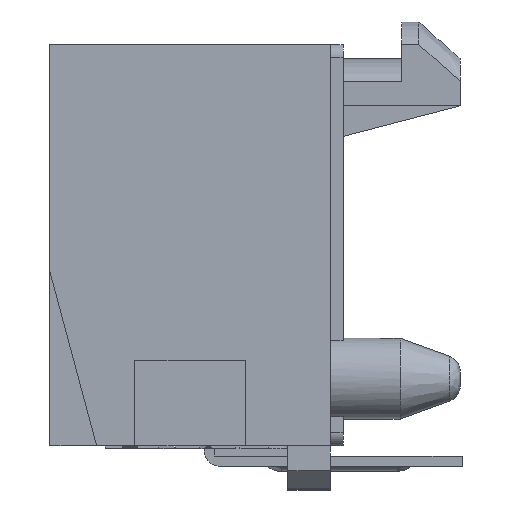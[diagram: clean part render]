
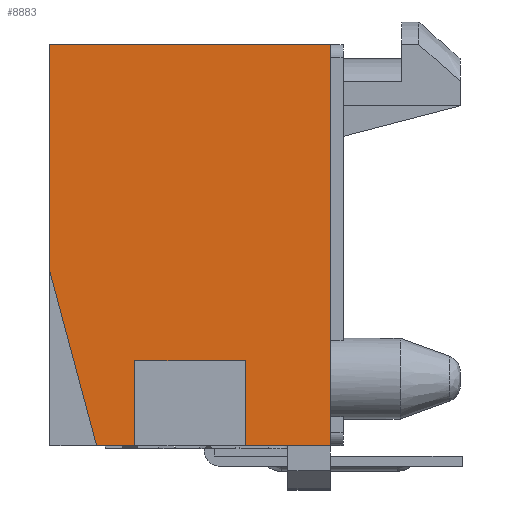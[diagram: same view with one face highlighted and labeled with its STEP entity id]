
A CAD part, left-side view. The second image highlights one B-rep face of the part: STEP entity #8883.
In plain terms, the highlighted planar face has unit normal (-1, 0, 0).
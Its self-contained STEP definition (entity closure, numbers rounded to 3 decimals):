
#106=DIRECTION('',(0.,-1.,0.));
#107=VECTOR('',#106,8.382);
#108=CARTESIAN_POINT('',(-11.633,4.191,0.));
#109=LINE('',#108,#107);
#954=DIRECTION('',(0.,0.,-1.));
#955=VECTOR('',#954,11.989);
#956=CARTESIAN_POINT('',(-11.633,-4.191,0.));
#957=LINE('',#956,#955);
#1599=DIRECTION('',(0.,-0.259,-0.966));
#1600=VECTOR('',#1599,5.398);
#1601=CARTESIAN_POINT('',(-11.633,4.191,-6.775));
#1602=LINE('',#1601,#1600);
#1603=DIRECTION('',(0.,0.,-1.));
#1604=VECTOR('',#1603,6.775);
#1605=CARTESIAN_POINT('',(-11.633,4.191,0.));
#1606=LINE('',#1605,#1604);
#1607=DIRECTION('',(0.,0.,1.));
#1608=VECTOR('',#1607,2.54);
#1609=CARTESIAN_POINT('',(-11.633,-1.651,-11.989));
#1610=LINE('',#1609,#1608);
#1611=DIRECTION('',(0.,-1.,0.));
#1612=VECTOR('',#1611,3.302);
#1613=CARTESIAN_POINT('',(-11.633,1.651,-9.449));
#1614=LINE('',#1613,#1612);
#1615=DIRECTION('',(0.,0.,1.));
#1616=VECTOR('',#1615,2.54);
#1617=CARTESIAN_POINT('',(-11.633,1.651,-11.989));
#1618=LINE('',#1617,#1616);
#1720=DIRECTION('',(0.,-1.,0.));
#1721=VECTOR('',#1720,1.143);
#1722=CARTESIAN_POINT('',(-11.633,2.794,-11.989));
#1723=LINE('',#1722,#1721);
#1736=DIRECTION('',(0.,-1.,0.));
#1737=VECTOR('',#1736,2.54);
#1738=CARTESIAN_POINT('',(-11.633,-1.651,-11.989));
#1739=LINE('',#1738,#1737);
#5118=CARTESIAN_POINT('',(-11.633,4.191,0.));
#5119=CARTESIAN_POINT('',(-11.633,-4.191,0.));
#5120=VERTEX_POINT('',#5118);
#5121=VERTEX_POINT('',#5119);
#5128=CARTESIAN_POINT('',(-11.633,-4.191,-11.989));
#5129=VERTEX_POINT('',#5128);
#5276=CARTESIAN_POINT('',(-11.633,2.794,-11.989));
#5277=VERTEX_POINT('',#5276);
#5280=CARTESIAN_POINT('',(-11.633,4.191,-6.775));
#5281=VERTEX_POINT('',#5280);
#5530=CARTESIAN_POINT('',(-11.633,1.651,-9.449));
#5531=CARTESIAN_POINT('',(-11.633,-1.651,-9.449));
#5532=VERTEX_POINT('',#5530);
#5533=VERTEX_POINT('',#5531);
#5534=CARTESIAN_POINT('',(-11.633,-1.651,-11.989));
#5535=VERTEX_POINT('',#5534);
#5536=CARTESIAN_POINT('',(-11.633,1.651,-11.989));
#5537=VERTEX_POINT('',#5536);
#8861=CARTESIAN_POINT('',(-11.633,4.191,0.));
#8862=DIRECTION('',(-1.,0.,0.));
#8863=DIRECTION('',(0.,-1.,0.));
#8864=AXIS2_PLACEMENT_3D('',#8861,#8862,#8863);
#8865=PLANE('',#8864);
#8867=ORIENTED_EDGE('',*,*,#8866,.F.);
#8869=ORIENTED_EDGE('',*,*,#8868,.F.);
#8870=ORIENTED_EDGE('',*,*,#6697,.T.);
#8871=ORIENTED_EDGE('',*,*,#7932,.T.);
#8873=ORIENTED_EDGE('',*,*,#8872,.F.);
#8875=ORIENTED_EDGE('',*,*,#8874,.T.);
#8876=ORIENTED_EDGE('',*,*,#8835,.F.);
#8878=ORIENTED_EDGE('',*,*,#8877,.F.);
#8880=ORIENTED_EDGE('',*,*,#8879,.F.);
#8881=EDGE_LOOP('',(#8867,#8869,#8870,#8871,#8873,#8875,#8876,#8878,#8880));
#8882=FACE_OUTER_BOUND('',#8881,.F.);
#8883=ADVANCED_FACE('',(#8882),#8865,.T.);
#6697=EDGE_CURVE('',#5120,#5121,#109,.T.);
#7932=EDGE_CURVE('',#5121,#5129,#957,.T.);
#8835=EDGE_CURVE('',#5532,#5533,#1614,.T.);
#8866=EDGE_CURVE('',#5281,#5277,#1602,.T.);
#8868=EDGE_CURVE('',#5120,#5281,#1606,.T.);
#8872=EDGE_CURVE('',#5535,#5129,#1739,.T.);
#8874=EDGE_CURVE('',#5535,#5533,#1610,.T.);
#8877=EDGE_CURVE('',#5537,#5532,#1618,.T.);
#8879=EDGE_CURVE('',#5277,#5537,#1723,.T.);
